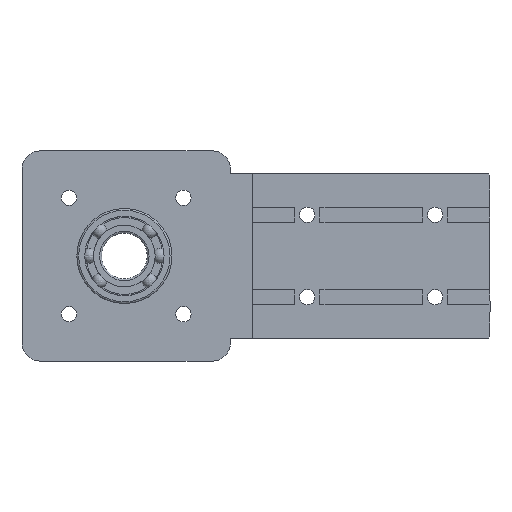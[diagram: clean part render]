
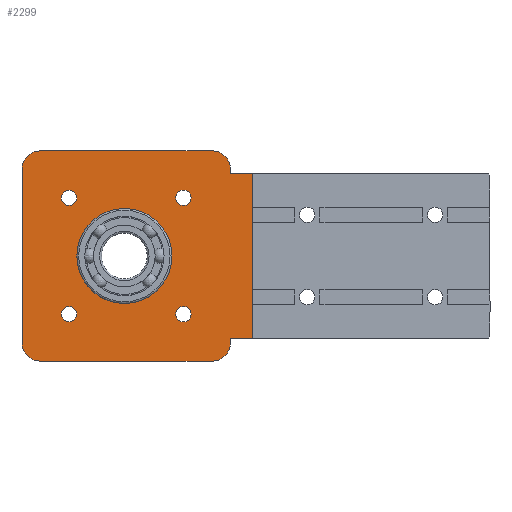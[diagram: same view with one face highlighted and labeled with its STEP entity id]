
A CAD part, front view. The second image highlights one B-rep face of the part: STEP entity #2299.
In plain terms, the highlighted planar face has unit normal (0, -1, 0).
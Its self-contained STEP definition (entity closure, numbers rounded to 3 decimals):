
#84=CARTESIAN_POINT('',(-33.492,-8.,-31.82));
#85=VERTEX_POINT('',#84);
#86=CARTESIAN_POINT('',(-37.68,-8.,-31.82));
#87=DIRECTION('',(0.0,1.0,0.0));
#88=DIRECTION('',(1.0,0.0,0.0));
#89=AXIS2_PLACEMENT_3D('',#86,#87,#88);
#90=CIRCLE('',#89,4.188);
#91=EDGE_CURVE('',#85,#85,#90,.T.);
#112=CARTESIAN_POINT('',(-33.492,-8.,31.82));
#113=VERTEX_POINT('',#112);
#114=CARTESIAN_POINT('',(-37.68,-8.,31.82));
#115=DIRECTION('',(0.0,1.0,0.0));
#116=DIRECTION('',(1.0,0.0,0.0));
#117=AXIS2_PLACEMENT_3D('',#114,#115,#116);
#118=CIRCLE('',#117,4.188);
#119=EDGE_CURVE('',#113,#113,#118,.T.);
#140=CARTESIAN_POINT('',(-96.132,-8.,31.82));
#141=VERTEX_POINT('',#140);
#142=CARTESIAN_POINT('',(-100.32,-8.,31.82));
#143=DIRECTION('',(0.0,1.0,0.0));
#144=DIRECTION('',(1.0,0.0,0.0));
#145=AXIS2_PLACEMENT_3D('',#142,#143,#144);
#146=CIRCLE('',#145,4.188);
#147=EDGE_CURVE('',#141,#141,#146,.T.);
#168=CARTESIAN_POINT('',(-96.132,-8.,-31.82));
#169=VERTEX_POINT('',#168);
#170=CARTESIAN_POINT('',(-100.32,-8.,-31.82));
#171=DIRECTION('',(0.0,1.0,0.0));
#172=DIRECTION('',(1.0,0.0,0.0));
#173=AXIS2_PLACEMENT_3D('',#170,#171,#172);
#174=CIRCLE('',#173,4.188);
#175=EDGE_CURVE('',#169,#169,#174,.T.);
#674=CARTESIAN_POINT('',(-12.,-8.,-47.5));
#675=VERTEX_POINT('',#674);
#682=CARTESIAN_POINT('',(-22.0,-8.,-57.5));
#683=VERTEX_POINT('',#682);
#684=CARTESIAN_POINT('',(-22.,-8.,-47.5));
#685=DIRECTION('',(0.0,1.0,0.0));
#686=DIRECTION('',(0.0,0.0,1.0));
#687=AXIS2_PLACEMENT_3D('',#684,#685,#686);
#688=CIRCLE('',#687,10.);
#689=EDGE_CURVE('',#675,#683,#688,.T.);
#706=CARTESIAN_POINT('',(-12.,-8.,-45.0));
#707=VERTEX_POINT('',#706);
#714=CARTESIAN_POINT('',(-12.,-8.,-45.0));
#715=DIRECTION('',(0.0,0.0,-1.0));
#716=VECTOR('',#715,2.5);
#717=LINE('',#714,#716);
#718=EDGE_CURVE('',#707,#675,#717,.T.);
#739=CARTESIAN_POINT('',(0.,-8.,-45.0));
#740=VERTEX_POINT('',#739);
#747=CARTESIAN_POINT('',(0.,-8.,-45.0));
#748=DIRECTION('',(-1.0,0.0,0.0));
#749=VECTOR('',#748,12.);
#750=LINE('',#747,#749);
#751=EDGE_CURVE('',#740,#707,#750,.T.);
#1954=CARTESIAN_POINT('',(0.,-8.,45.));
#1955=VERTEX_POINT('',#1954);
#1962=CARTESIAN_POINT('',(0.,-8.,-45.0));
#1963=DIRECTION('',(0.0,0.0,1.0));
#1964=VECTOR('',#1963,90.0);
#1965=LINE('',#1962,#1964);
#1966=EDGE_CURVE('',#740,#1955,#1965,.T.);
#1981=CARTESIAN_POINT('',(-12.,-8.,45.));
#1982=VERTEX_POINT('',#1981);
#1989=CARTESIAN_POINT('',(-12.,-8.,45.));
#1990=DIRECTION('',(1.0,0.0,0.0));
#1991=VECTOR('',#1990,12.);
#1992=LINE('',#1989,#1991);
#1993=EDGE_CURVE('',#1982,#1955,#1992,.T.);
#2054=CARTESIAN_POINT('',(-44.0,-8.,0.));
#2055=VERTEX_POINT('',#2054);
#2056=CARTESIAN_POINT('',(-70.0,-8.,0.));
#2057=DIRECTION('',(0.0,1.0,0.0));
#2058=DIRECTION('',(1.0,0.0,0.0));
#2059=AXIS2_PLACEMENT_3D('',#2056,#2057,#2058);
#2060=CIRCLE('',#2059,26.0);
#2061=EDGE_CURVE('',#2055,#2055,#2060,.T.);
#2108=CARTESIAN_POINT('',(-116.,-8.,-57.5));
#2109=VERTEX_POINT('',#2108);
#2110=CARTESIAN_POINT('',(-22.0,-8.,-57.5));
#2111=DIRECTION('',(-1.0,0.0,0.0));
#2112=VECTOR('',#2111,94.);
#2113=LINE('',#2110,#2112);
#2114=EDGE_CURVE('',#683,#2109,#2113,.T.);
#2132=CARTESIAN_POINT('',(-126.,-8.,-47.5));
#2133=VERTEX_POINT('',#2132);
#2134=CARTESIAN_POINT('',(-116.,-8.,-47.5));
#2135=DIRECTION('',(0.0,1.0,0.0));
#2136=DIRECTION('',(1.0,0.0,0.0));
#2137=AXIS2_PLACEMENT_3D('',#2134,#2135,#2136);
#2138=CIRCLE('',#2137,10.);
#2139=EDGE_CURVE('',#2109,#2133,#2138,.T.);
#2157=CARTESIAN_POINT('',(-126.,-8.,47.5));
#2158=VERTEX_POINT('',#2157);
#2159=CARTESIAN_POINT('',(-126.,-8.,-47.5));
#2160=DIRECTION('',(0.0,0.0,1.0));
#2161=VECTOR('',#2160,95.0);
#2162=LINE('',#2159,#2161);
#2163=EDGE_CURVE('',#2133,#2158,#2162,.T.);
#2181=CARTESIAN_POINT('',(-116.,-8.,57.5));
#2182=VERTEX_POINT('',#2181);
#2183=CARTESIAN_POINT('',(-116.,-8.,47.5));
#2184=DIRECTION('',(0.0,1.0,0.0));
#2185=DIRECTION('',(0.0,0.0,-1.0));
#2186=AXIS2_PLACEMENT_3D('',#2183,#2184,#2185);
#2187=CIRCLE('',#2186,10.);
#2188=EDGE_CURVE('',#2158,#2182,#2187,.T.);
#2206=CARTESIAN_POINT('',(-22.,-8.,57.5));
#2207=VERTEX_POINT('',#2206);
#2208=CARTESIAN_POINT('',(-116.,-8.,57.5));
#2209=DIRECTION('',(1.0,0.0,0.0));
#2210=VECTOR('',#2209,94.);
#2211=LINE('',#2208,#2210);
#2212=EDGE_CURVE('',#2182,#2207,#2211,.T.);
#2230=CARTESIAN_POINT('',(-12.,-8.,47.5));
#2231=VERTEX_POINT('',#2230);
#2232=CARTESIAN_POINT('',(-22.,-8.,47.5));
#2233=DIRECTION('',(0.0,1.0,0.0));
#2234=DIRECTION('',(-1.0,0.0,0.0));
#2235=AXIS2_PLACEMENT_3D('',#2232,#2233,#2234);
#2236=CIRCLE('',#2235,10.0);
#2237=EDGE_CURVE('',#2207,#2231,#2236,.T.);
#2255=CARTESIAN_POINT('',(-12.,-8.,47.5));
#2256=DIRECTION('',(0.0,0.0,-1.0));
#2257=VECTOR('',#2256,2.5);
#2258=LINE('',#2255,#2257);
#2259=EDGE_CURVE('',#2231,#1982,#2258,.T.);
#2265=CARTESIAN_POINT('',(-1.216,-8.,0.));
#2266=DIRECTION('',(0.0,-1.0,0.0));
#2267=DIRECTION('',(0.0,0.0,-1.0));
#2268=AXIS2_PLACEMENT_3D('',#2265,#2266,#2267);
#2269=PLANE('',#2268);
#2270=ORIENTED_EDGE('',*,*,#1966,.T.);
#2271=ORIENTED_EDGE('',*,*,#1993,.F.);
#2272=ORIENTED_EDGE('',*,*,#2259,.F.);
#2273=ORIENTED_EDGE('',*,*,#2237,.F.);
#2274=ORIENTED_EDGE('',*,*,#2212,.F.);
#2275=ORIENTED_EDGE('',*,*,#2188,.F.);
#2276=ORIENTED_EDGE('',*,*,#2163,.F.);
#2277=ORIENTED_EDGE('',*,*,#2139,.F.);
#2278=ORIENTED_EDGE('',*,*,#2114,.F.);
#2279=ORIENTED_EDGE('',*,*,#689,.F.);
#2280=ORIENTED_EDGE('',*,*,#718,.F.);
#2281=ORIENTED_EDGE('',*,*,#751,.F.);
#2282=EDGE_LOOP('',(#2270,#2271,#2272,#2273,#2274,#2275,#2276,#2277,#2278,#2279,#2280,#2281));
#2283=FACE_OUTER_BOUND('',#2282,.T.);
#2284=ORIENTED_EDGE('',*,*,#91,.T.);
#2285=EDGE_LOOP('',(#2284));
#2286=FACE_BOUND('',#2285,.T.);
#2287=ORIENTED_EDGE('',*,*,#119,.T.);
#2288=EDGE_LOOP('',(#2287));
#2289=FACE_BOUND('',#2288,.T.);
#2290=ORIENTED_EDGE('',*,*,#147,.T.);
#2291=EDGE_LOOP('',(#2290));
#2292=FACE_BOUND('',#2291,.T.);
#2293=ORIENTED_EDGE('',*,*,#175,.T.);
#2294=EDGE_LOOP('',(#2293));
#2295=FACE_BOUND('',#2294,.T.);
#2296=ORIENTED_EDGE('',*,*,#2061,.T.);
#2297=EDGE_LOOP('',(#2296));
#2298=FACE_BOUND('',#2297,.T.);
#2299=ADVANCED_FACE('',(#2283,#2286,#2289,#2292,#2295,#2298),#2269,.T.);
